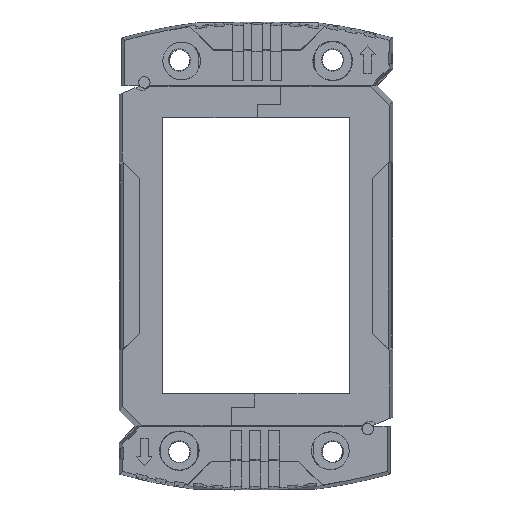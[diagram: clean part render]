
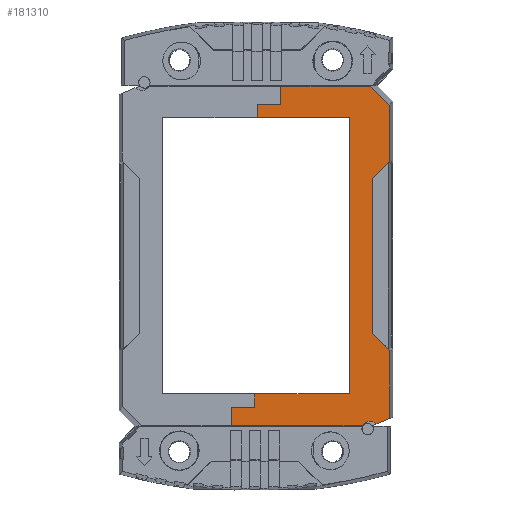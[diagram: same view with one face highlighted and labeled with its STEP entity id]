
A CAD part, top view. The second image highlights one B-rep face of the part: STEP entity #181310.
In plain terms, the highlighted planar face has unit normal (0, 0, 1).
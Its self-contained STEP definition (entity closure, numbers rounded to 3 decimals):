
#160800=CARTESIAN_POINT('',(-1.246,0.248,
18.));
#160810=VERTEX_POINT('',#160800);
#160840=CARTESIAN_POINT('',(-1.246,-18.253,
18.));
#160850=DIRECTION('',(0.,1.,0.));
#160860=VECTOR('',#160850,1.);
#160870=LINE('',#160840,#160860);
#160880=CARTESIAN_POINT('',(-1.246,3.088,
18.));
#160890=VERTEX_POINT('',#160880);
#160900=EDGE_CURVE('',#160810,#160890,#160870,.T.);
#163060=CARTESIAN_POINT('',(-1.746,-58.252,
18.));
#163070=VERTEX_POINT('',#163060);
#163100=CARTESIAN_POINT('',(0.,-58.252,18.));
#163110=DIRECTION('',(-1.,0.,0.));
#163120=VECTOR('',#163110,1.);
#163130=LINE('',#163100,#163120);
#163140=CARTESIAN_POINT('',(-21.246,-58.252,
18.));
#163150=VERTEX_POINT('',#163140);
#163160=EDGE_CURVE('',#163070,#163150,#163130,.T.);
#170920=CARTESIAN_POINT('',(-21.246,-18.253,
18.));
#170930=DIRECTION('',(0.,1.,0.));
#170940=VECTOR('',#170930,1.);
#170950=LINE('',#170920,#170940);
#170960=CARTESIAN_POINT('',(-21.246,0.248,
18.));
#170970=VERTEX_POINT('',#170960);
#170980=EDGE_CURVE('',#163150,#170970,#170950,.T.);
#176350=CARTESIAN_POINT('',(-2.996,0.248,
18.));
#176360=DIRECTION('',(1.,0.,0.));
#176370=VECTOR('',#176360,1.);
#176380=LINE('',#176350,#176370);
#176390=EDGE_CURVE('',#170970,#160810,#176380,.T.);
#180010=CARTESIAN_POINT('',(-23.702,-5.819,
18.));
#180020=DIRECTION('',(0.,0.,1.));
#180030=DIRECTION('',(1.,0.,0.));
#180040=AXIS2_PLACEMENT_3D('',#180010,#180020,#180030);
#180050=PLANE('',#180040);
#180060=CARTESIAN_POINT('',(0.,-61.094,18.));
#180070=DIRECTION('',(-1.,0.,0.));
#180080=VECTOR('',#180070,1.);
#180090=LINE('',#180060,#180080);
#180100=CARTESIAN_POINT('',(-1.746,-61.094,
18.));
#180110=VERTEX_POINT('',#180100);
#180120=CARTESIAN_POINT('',(-6.746,-61.094,
18.));
#180130=VERTEX_POINT('',#180120);
#180140=EDGE_CURVE('',#180110,#180130,#180090,.T.);
#180150=ORIENTED_EDGE('',*,*,#180140,.F.);
#180160=CARTESIAN_POINT('',(-6.746,0.,18.));
#180170=DIRECTION('',(0.,-1.,0.));
#180180=VECTOR('',#180170,1.);
#180190=LINE('',#180160,#180180);
#180200=CARTESIAN_POINT('',(-6.746,-64.983,
18.));
#180210=VERTEX_POINT('',#180200);
#180220=EDGE_CURVE('',#180130,#180210,#180190,.T.);
#180230=ORIENTED_EDGE('',*,*,#180220,.F.);
#180240=CARTESIAN_POINT('',(0.,-64.983,18.));
#180250=DIRECTION('',(-1.,0.,0.));
#180260=VECTOR('',#180250,1.);
#180270=LINE('',#180240,#180260);
#180280=CARTESIAN_POINT('',(-25.744,-64.983,
18.));
#180290=VERTEX_POINT('',#180280);
#180300=EDGE_CURVE('',#180210,#180290,#180270,.T.);
#180310=ORIENTED_EDGE('',*,*,#180300,.F.);
#180320=CARTESIAN_POINT('',(-72.473,-18.253,
18.));
#180330=DIRECTION('',(-0.707,0.707,0.));
#180340=VECTOR('',#180330,1.);
#180350=LINE('',#180320,#180340);
#180360=CARTESIAN_POINT('',(-29.797,-60.929,
18.));
#180370=VERTEX_POINT('',#180360);
#180380=EDGE_CURVE('',#180290,#180370,#180350,.T.);
#180390=ORIENTED_EDGE('',*,*,#180380,.F.);
#180400=CARTESIAN_POINT('',(-29.797,-18.253,
18.));
#180410=DIRECTION('',(0.,-1.,0.));
#180420=VECTOR('',#180410,1.);
#180430=LINE('',#180400,#180420);
#180440=CARTESIAN_POINT('',(-29.797,-49.035,
18.));
#180450=VERTEX_POINT('',#180440);
#180460=EDGE_CURVE('',#180450,#180370,#180430,.T.);
#180470=ORIENTED_EDGE('',*,*,#180460,.T.);
#180480=CARTESIAN_POINT('',(0.985,-18.253,
18.));
#180490=DIRECTION('',(0.707,0.707,0.));
#180500=VECTOR('',#180490,1.);
#180510=LINE('',#180480,#180500);
#180520=CARTESIAN_POINT('',(-26.159,-45.397,
18.));
#180530=VERTEX_POINT('',#180520);
#180540=EDGE_CURVE('',#180450,#180530,#180510,.T.);
#180550=ORIENTED_EDGE('',*,*,#180540,.F.);
#180560=CARTESIAN_POINT('',(-26.159,-18.253,
18.));
#180570=DIRECTION('',(0.,-1.,0.));
#180580=VECTOR('',#180570,1.);
#180590=LINE('',#180560,#180580);
#180600=CARTESIAN_POINT('',(-26.159,-12.57,
18.));
#180610=VERTEX_POINT('',#180600);
#180620=EDGE_CURVE('',#180610,#180530,#180590,.T.);
#180630=ORIENTED_EDGE('',*,*,#180620,.T.);
#180640=CARTESIAN_POINT('',(-20.476,-18.253,
18.));
#180650=DIRECTION('',(0.707,-0.707,0.));
#180660=VECTOR('',#180650,1.);
#180670=LINE('',#180640,#180660);
#180680=CARTESIAN_POINT('',(-29.797,-8.932,
18.));
#180690=VERTEX_POINT('',#180680);
#180700=EDGE_CURVE('',#180690,#180610,#180670,.T.);
#180710=ORIENTED_EDGE('',*,*,#180700,.T.);
#180720=CARTESIAN_POINT('',(-29.797,-18.253,
18.));
#180730=DIRECTION('',(0.,1.,0.));
#180740=VECTOR('',#180730,1.);
#180750=LINE('',#180720,#180740);
#180760=CARTESIAN_POINT('',(-29.797,5.441,
18.));
#180770=VERTEX_POINT('',#180760);
#180780=EDGE_CURVE('',#180690,#180770,#180750,.T.);
#180790=ORIENTED_EDGE('',*,*,#180780,.F.);
#180800=CARTESIAN_POINT('',(-2.996,16.818,
18.));
#180810=DIRECTION('',(0.921,0.391,0.));
#180820=VECTOR('',#180810,1.);
#180830=LINE('',#180800,#180820);
#180840=CARTESIAN_POINT('',(-26.92,6.662,
18.));
#180850=VERTEX_POINT('',#180840);
#180860=EDGE_CURVE('',#180770,#180850,#180830,.T.);
#180870=ORIENTED_EDGE('',*,*,#180860,.F.);
#180880=CARTESIAN_POINT('',(-25.652,7.639,
18.));
#180890=DIRECTION('',(0.,0.,1.));
#180900=DIRECTION('',(0.,1.,0.));
#180910=AXIS2_PLACEMENT_3D('',#180880,#180890,#180900);
#180920=CIRCLE('',#180910,1.6);
#180930=CARTESIAN_POINT('',(-24.195,6.977,
18.));
#180940=VERTEX_POINT('',#180930);
#180950=EDGE_CURVE('',#180850,#180940,#180920,.T.);
#180960=ORIENTED_EDGE('',*,*,#180950,.F.);
#180970=CARTESIAN_POINT('',(-2.996,6.977,
18.));
#180980=DIRECTION('',(-1.,0.,0.));
#180990=VECTOR('',#180980,1.);
#181000=LINE('',#180970,#180990);
#181010=CARTESIAN_POINT('',(3.754,6.977,
18.));
#181020=VERTEX_POINT('',#181010);
#181030=EDGE_CURVE('',#181020,#180940,#181000,.T.);
#181040=ORIENTED_EDGE('',*,*,#181030,.T.);
#181050=CARTESIAN_POINT('',(3.754,-18.253,
18.));
#181060=DIRECTION('',(0.,-1.,0.));
#181070=VECTOR('',#181060,1.);
#181080=LINE('',#181050,#181070);
#181090=CARTESIAN_POINT('',(3.754,3.088,
18.));
#181100=VERTEX_POINT('',#181090);
#181110=EDGE_CURVE('',#181020,#181100,#181080,.T.);
#181120=ORIENTED_EDGE('',*,*,#181110,.F.);
#181130=CARTESIAN_POINT('',(-2.496,3.088,
18.));
#181140=DIRECTION('',(-1.,0.,0.));
#181150=VECTOR('',#181140,1.);
#181160=LINE('',#181130,#181150);
#181170=EDGE_CURVE('',#181100,#160890,#181160,.T.);
#181180=ORIENTED_EDGE('',*,*,#181170,.F.);
#181190=ORIENTED_EDGE('',*,*,#160900,.T.);
#181200=ORIENTED_EDGE('',*,*,#176390,.T.);
#181210=ORIENTED_EDGE('',*,*,#170980,.T.);
#181220=ORIENTED_EDGE('',*,*,#163160,.T.);
#181230=CARTESIAN_POINT('',(-1.746,0.,18.));
#181240=DIRECTION('',(0.,1.,0.));
#181250=VECTOR('',#181240,1.);
#181260=LINE('',#181230,#181250);
#181270=EDGE_CURVE('',#180110,#163070,#181260,.T.);
#181280=ORIENTED_EDGE('',*,*,#181270,.T.);
#181290=EDGE_LOOP('',(#181280,#181220,#181210,#181200,#181190,#181180,
#181120,#181040,#180960,#180870,#180790,#180710,#180630,#180550,#180470,
#180390,#180310,#180230,#180150));
#181300=FACE_OUTER_BOUND('',#181290,.T.);
#181310=ADVANCED_FACE('',(#181300),#180050,.T.);
